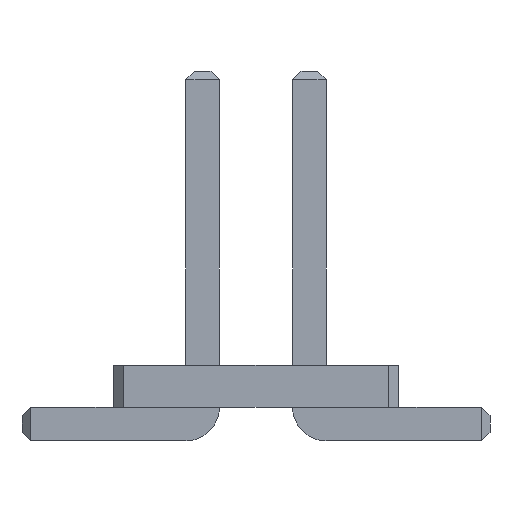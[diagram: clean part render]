
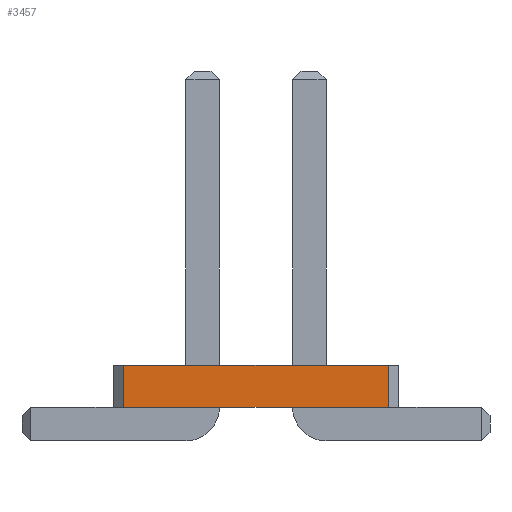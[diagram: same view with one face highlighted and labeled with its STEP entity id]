
A CAD part, front view. The second image highlights one B-rep face of the part: STEP entity #3457.
In plain terms, the highlighted planar face has unit normal (0, -1, 0).
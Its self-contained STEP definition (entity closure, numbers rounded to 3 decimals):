
#710 = VERTEX_POINT('',#711);
#711 = CARTESIAN_POINT('',(1.573,-5.08,0.4));
#717 = EDGE_CURVE('',#718,#710,#720,.T.);
#718 = VERTEX_POINT('',#719);
#719 = CARTESIAN_POINT('',(-1.573,-5.08,0.4));
#720 = LINE('',#721,#722);
#721 = CARTESIAN_POINT('',(-1.573,-5.08,0.4));
#722 = VECTOR('',#723,1.);
#723 = DIRECTION('',(1.,0.,0.));
#1470 = VERTEX_POINT('',#1471);
#1471 = CARTESIAN_POINT('',(1.573,-5.08,0.9));
#1477 = EDGE_CURVE('',#1478,#1470,#1480,.T.);
#1478 = VERTEX_POINT('',#1479);
#1479 = CARTESIAN_POINT('',(-1.573,-5.08,0.9));
#1480 = LINE('',#1481,#1482);
#1481 = CARTESIAN_POINT('',(-1.573,-5.08,0.9));
#1482 = VECTOR('',#1483,1.);
#1483 = DIRECTION('',(1.,0.,0.));
#3446 = EDGE_CURVE('',#718,#1478,#3447,.T.);
#3447 = LINE('',#3448,#3449);
#3448 = CARTESIAN_POINT('',(-1.573,-5.08,0.4));
#3449 = VECTOR('',#3450,1.);
#3450 = DIRECTION('',(0.,0.,1.));
#3457 = ADVANCED_FACE('',(#3458),#3469,.F.);
#3458 = FACE_BOUND('',#3459,.F.);
#3459 = EDGE_LOOP('',(#3460,#3461,#3462,#3468));
#3460 = ORIENTED_EDGE('',*,*,#3446,.T.);
#3461 = ORIENTED_EDGE('',*,*,#1477,.T.);
#3462 = ORIENTED_EDGE('',*,*,#3463,.F.);
#3463 = EDGE_CURVE('',#710,#1470,#3464,.T.);
#3464 = LINE('',#3465,#3466);
#3465 = CARTESIAN_POINT('',(1.573,-5.08,0.4));
#3466 = VECTOR('',#3467,1.);
#3467 = DIRECTION('',(0.,0.,1.));
#3468 = ORIENTED_EDGE('',*,*,#717,.F.);
#3469 = PLANE('',#3470);
#3470 = AXIS2_PLACEMENT_3D('',#3471,#3472,#3473);
#3471 = CARTESIAN_POINT('',(-1.573,-5.08,0.4));
#3472 = DIRECTION('',(0.,1.,0.));
#3473 = DIRECTION('',(1.,0.,0.));
